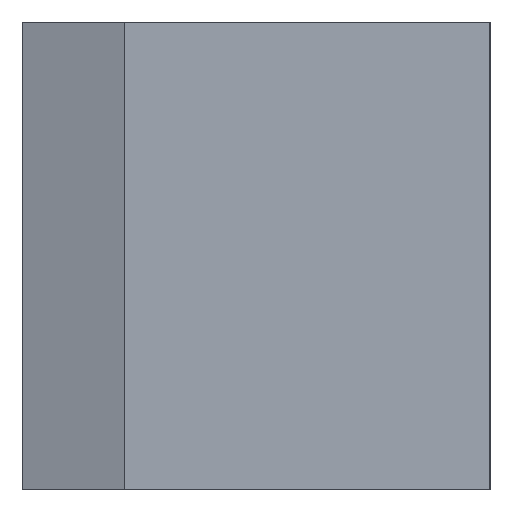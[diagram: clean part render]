
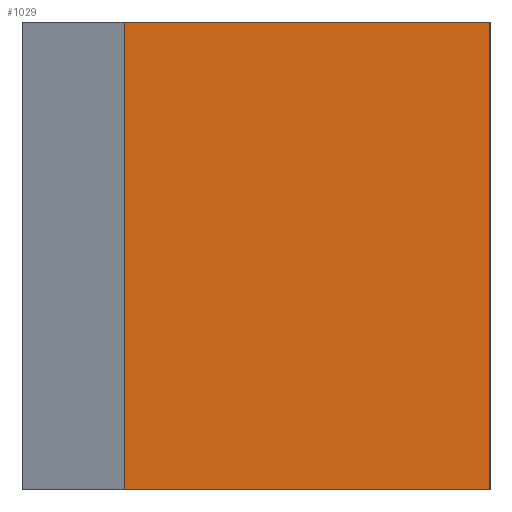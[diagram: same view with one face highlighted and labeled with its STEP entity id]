
A CAD part, left-side view. The second image highlights one B-rep face of the part: STEP entity #1029.
In plain terms, the highlighted planar face has unit normal (-1, 0, 0).
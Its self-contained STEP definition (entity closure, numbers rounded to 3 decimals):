
#1029 = ADVANCED_FACE( '', ( #2942 ), #2943, .T. );
#2942 = FACE_OUTER_BOUND( '', #4858, .T. );
#2943 = PLANE( '', #4859 );
#4858 = EDGE_LOOP( '', ( #11544, #11545, #11546, #11547 ) );
#4859 = AXIS2_PLACEMENT_3D( '', #11548, #11549, #11550 );
#11544 = ORIENTED_EDGE( '', *, *, #16339, .T. );
#11545 = ORIENTED_EDGE( '', *, *, #16340, .F. );
#11546 = ORIENTED_EDGE( '', *, *, #16341, .F. );
#11547 = ORIENTED_EDGE( '', *, *, #16337, .T. );
#11548 = CARTESIAN_POINT( '', ( 0., 15.6, 10. ) );
#11549 = DIRECTION( '', ( -1., 0., 0. ) );
#11550 = DIRECTION( '', ( 0., 1., 0. ) );
#16337 = EDGE_CURVE( '', #21114, #21112, #21115, .T. );
#16339 = EDGE_CURVE( '', #21112, #21117, #21118, .T. );
#16340 = EDGE_CURVE( '', #21119, #21117, #21120, .T. );
#16341 = EDGE_CURVE( '', #21114, #21119, #21121, .T. );
#21112 = VERTEX_POINT( '', #28752 );
#21114 = VERTEX_POINT( '', #28755 );
#21115 = LINE( '', #28756, #28757 );
#21117 = VERTEX_POINT( '', #28760 );
#21118 = LINE( '', #28761, #28762 );
#21119 = VERTEX_POINT( '', #28763 );
#21120 = LINE( '', #28764, #28765 );
#21121 = LINE( '', #28766, #28767 );
#28752 = CARTESIAN_POINT( '', ( 0., 15.6, -10. ) );
#28755 = CARTESIAN_POINT( '', ( 0., 15.6, 10. ) );
#28756 = CARTESIAN_POINT( '', ( 0., 15.6, 10. ) );
#28757 = VECTOR( '', #31633, 1. );
#28760 = CARTESIAN_POINT( '', ( 0., 0., -10. ) );
#28761 = CARTESIAN_POINT( '', ( 0., 15.6, -10. ) );
#28762 = VECTOR( '', #31635, 1. );
#28763 = CARTESIAN_POINT( '', ( 0., 0., 10. ) );
#28764 = CARTESIAN_POINT( '', ( 0., 0., 10. ) );
#28765 = VECTOR( '', #31636, 1. );
#28766 = CARTESIAN_POINT( '', ( 0., 15.6, 10. ) );
#28767 = VECTOR( '', #31637, 1. );
#31633 = DIRECTION( '', ( 0., 0., -1. ) );
#31635 = DIRECTION( '', ( 0., -1., 0. ) );
#31636 = DIRECTION( '', ( 0., 0., -1. ) );
#31637 = DIRECTION( '', ( 0., -1., 0. ) );
